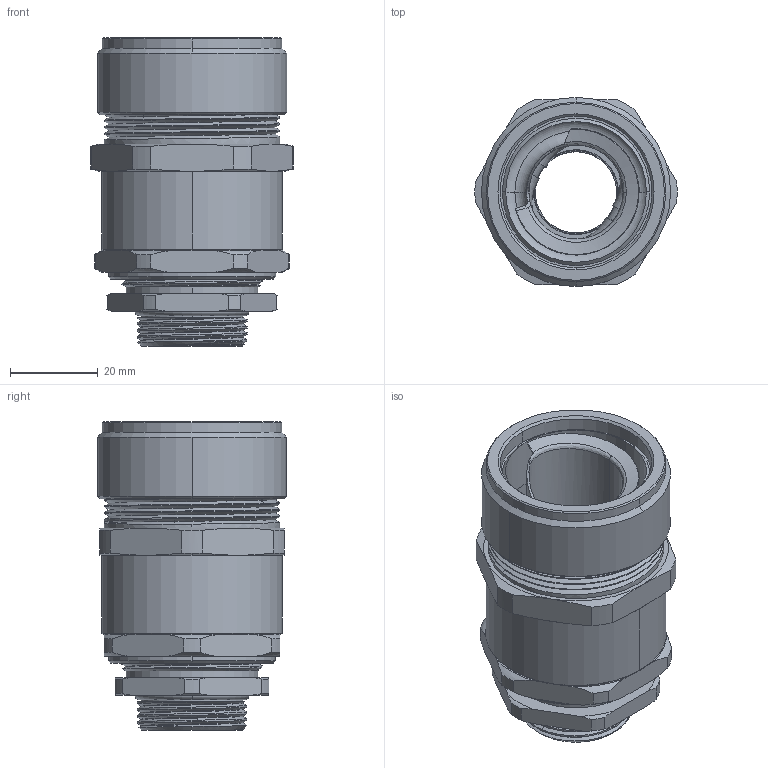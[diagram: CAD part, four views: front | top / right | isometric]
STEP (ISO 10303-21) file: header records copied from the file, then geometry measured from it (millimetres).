
FILE_DESCRIPTION((''),'2;1');
FILE_NAME('M25-1','2017-09-21T',('ch.chen'),(''),'PRO/ENGINEER BY PARAMETRIC TECHNOLOGY CORPORATION, 2012480','PRO/ENGINEER BY PARAMETRIC TECHNOLOGY CORPORATION, 2012480','');
FILE_SCHEMA(('AUTOMOTIVE_DESIGN { 1 0 10303 214 1 1 1 1 }'));
Length unit declared in the file: millimetre
Products named in the file (1): M25-1
Bounding box: 45.99 x 43 x 70.2 mm (x, y, z)
Volume: 43308.2 mm3; surface area: 41912 mm2
Topology: 1 solids, 1 shells, 784 faces, 2149 edges, 1389 vertices
Faces by surface type: plane 306, cylinder 296, cone 76, bspline 54, torus 48, sphere 4
Entity records: 45963 total; most frequent: CARTESIAN_POINT 26452, ORIENTED_EDGE 4298, DIRECTION 3821, EDGE_CURVE 2149, AXIS2_PLACEMENT_3D 1405, VERTEX_POINT 1389, VECTOR 1011, LINE 1011
